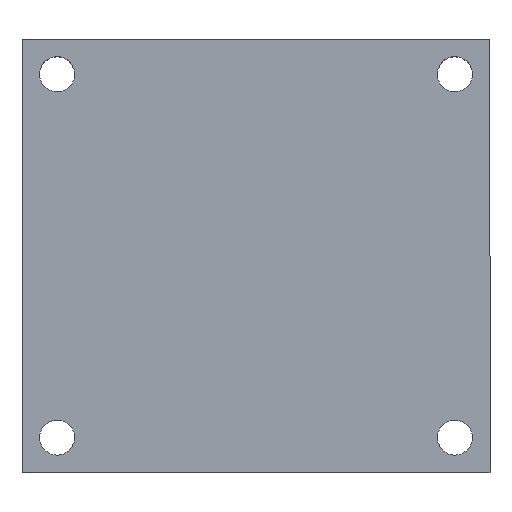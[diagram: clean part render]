
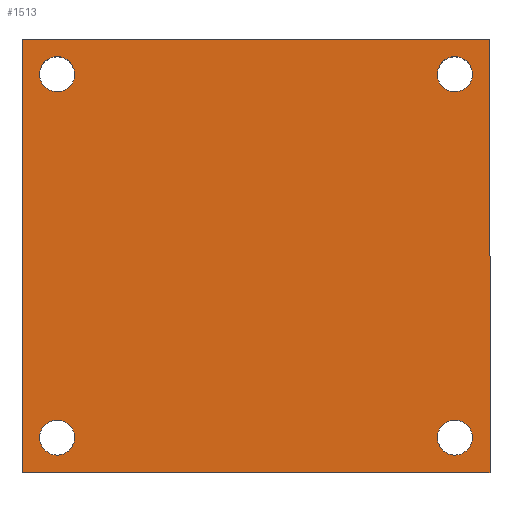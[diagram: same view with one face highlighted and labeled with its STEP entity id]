
A CAD part, top view. The second image highlights one B-rep face of the part: STEP entity #1513.
In plain terms, the highlighted planar face has unit normal (0, 0, 1).
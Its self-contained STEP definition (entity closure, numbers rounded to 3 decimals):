
#54 = ORIENTED_EDGE ( 'NONE', *, *, #1683, .T. ) ;
#57 = DIRECTION ( 'NONE',  ( 0., 0., -1. ) ) ;
#62 = EDGE_CURVE ( 'NONE', #1177, #390, #1746, .T. ) ;
#65 = CARTESIAN_POINT ( 'NONE',  ( -61.129, 45.885, 19. ) ) ;
#74 = VERTEX_POINT ( 'NONE', #2068 ) ;
#91 = DIRECTION ( 'NONE',  ( 0., 0., 1. ) ) ;
#92 = CARTESIAN_POINT ( 'NONE',  ( -66.129, 45.885, 19. ) ) ;
#99 = ORIENTED_EDGE ( 'NONE', *, *, #2023, .T. ) ;
#102 = EDGE_CURVE ( 'NONE', #1901, #1750, #1630, .T. ) ;
#108 = VERTEX_POINT ( 'NONE', #578 ) ;
#186 = VERTEX_POINT ( 'NONE', #65 ) ;
#228 = DIRECTION ( 'NONE',  ( 0., 0., -1. ) ) ;
#229 = DIRECTION ( 'NONE',  ( 1., 0., 0. ) ) ;
#249 = CARTESIAN_POINT ( 'NONE',  ( -122.76, -15.182, 19. ) ) ;
#256 = DIRECTION ( 'NONE',  ( 1., 0., 0. ) ) ;
#263 = DIRECTION ( 'NONE',  ( 1., 0., 0. ) ) ;
#306 = DIRECTION ( 'NONE',  ( 0., 0., -1. ) ) ;
#337 = VERTEX_POINT ( 'NONE', #1121 ) ;
#341 = ORIENTED_EDGE ( 'NONE', *, *, #102, .T. ) ;
#362 = EDGE_LOOP ( 'NONE', ( #947, #99 ) ) ;
#371 = FACE_BOUND ( 'NONE', #731, .T. ) ;
#390 = VERTEX_POINT ( 'NONE', #859 ) ;
#394 = EDGE_CURVE ( 'NONE', #1345, #756, #1696, .T. ) ;
#401 = CARTESIAN_POINT ( 'NONE',  ( -184.392, -57.562, 19. ) ) ;
#403 = LINE ( 'NONE', #1618, #1849 ) ;
#406 = DIRECTION ( 'NONE',  ( 1., 0., 0. ) ) ;
#408 = AXIS2_PLACEMENT_3D ( 'NONE', #92, #228, #406 ) ;
#444 = ORIENTED_EDGE ( 'NONE', *, *, #1141, .T. ) ;
#481 = DIRECTION ( 'NONE',  ( 1., 0., 0. ) ) ;
#499 = ORIENTED_EDGE ( 'NONE', *, *, #1358, .T. ) ;
#502 = CARTESIAN_POINT ( 'NONE',  ( -179.392, -57.562, 19. ) ) ;
#503 = LINE ( 'NONE', #2018, #1013 ) ;
#514 = EDGE_LOOP ( 'NONE', ( #444, #341, #54, #1443 ) ) ;
#515 = ORIENTED_EDGE ( 'NONE', *, *, #394, .T. ) ;
#537 = CIRCLE ( 'NONE', #408, 5. ) ;
#564 = DIRECTION ( 'NONE',  ( 1., 0., 0. ) ) ;
#572 = EDGE_CURVE ( 'NONE', #108, #1905, #827, .T. ) ;
#578 = CARTESIAN_POINT ( 'NONE',  ( -61.129, -57.562, 19. ) ) ;
#587 = FACE_OUTER_BOUND ( 'NONE', #514, .T. ) ;
#609 = CARTESIAN_POINT ( 'NONE',  ( -174.392, 45.885, 19. ) ) ;
#613 = DIRECTION ( 'NONE',  ( 0., -1., 0. ) ) ;
#654 = AXIS2_PLACEMENT_3D ( 'NONE', #1620, #1107, #256 ) ;
#693 = DIRECTION ( 'NONE',  ( -1., 0., 0. ) ) ;
#702 = ORIENTED_EDGE ( 'NONE', *, *, #1170, .T. ) ;
#731 = EDGE_LOOP ( 'NONE', ( #1102, #755 ) ) ;
#755 = ORIENTED_EDGE ( 'NONE', *, *, #813, .T. ) ;
#756 = VERTEX_POINT ( 'NONE', #1264 ) ;
#781 = DIRECTION ( 'NONE',  ( 1., 0., 0. ) ) ;
#784 = AXIS2_PLACEMENT_3D ( 'NONE', #1065, #1386, #1049 ) ;
#785 = ORIENTED_EDGE ( 'NONE', *, *, #1847, .T. ) ;
#813 = EDGE_CURVE ( 'NONE', #1905, #108, #1777, .T. ) ;
#827 = CIRCLE ( 'NONE', #784, 5. ) ;
#858 = DIRECTION ( 'NONE',  ( 1., 0., 0. ) ) ;
#859 = CARTESIAN_POINT ( 'NONE',  ( -184.392, 45.885, 19. ) ) ;
#901 = DIRECTION ( 'NONE',  ( 0., 0., -1. ) ) ;
#947 = ORIENTED_EDGE ( 'NONE', *, *, #62, .T. ) ;
#970 = AXIS2_PLACEMENT_3D ( 'NONE', #1803, #1633, #1969 ) ;
#984 = CARTESIAN_POINT ( 'NONE',  ( -71.129, 45.885, 19. ) ) ;
#1013 = VECTOR ( 'NONE', #858, 1000. ) ;
#1049 = DIRECTION ( 'NONE',  ( 1., 0., 0. ) ) ;
#1065 = CARTESIAN_POINT ( 'NONE',  ( -66.129, -57.562, 19. ) ) ;
#1079 = CARTESIAN_POINT ( 'NONE',  ( -179.392, 45.885, 19. ) ) ;
#1102 = ORIENTED_EDGE ( 'NONE', *, *, #572, .T. ) ;
#1107 = DIRECTION ( 'NONE',  ( 0., 0., -1. ) ) ;
#1121 = CARTESIAN_POINT ( 'NONE',  ( -189.392, 55.885, 19. ) ) ;
#1141 = EDGE_CURVE ( 'NONE', #74, #1901, #503, .T. ) ;
#1170 = EDGE_CURVE ( 'NONE', #756, #1345, #1976, .T. ) ;
#1177 = VERTEX_POINT ( 'NONE', #609 ) ;
#1232 = CARTESIAN_POINT ( 'NONE',  ( -56.129, -67.562, 19. ) ) ;
#1264 = CARTESIAN_POINT ( 'NONE',  ( -174.392, -57.562, 19. ) ) ;
#1341 = VERTEX_POINT ( 'NONE', #984 ) ;
#1345 = VERTEX_POINT ( 'NONE', #401 ) ;
#1358 = EDGE_CURVE ( 'NONE', #1341, #186, #1789, .T. ) ;
#1386 = DIRECTION ( 'NONE',  ( 0., 0., -1. ) ) ;
#1443 = ORIENTED_EDGE ( 'NONE', *, *, #1577, .T. ) ;
#1455 = DIRECTION ( 'NONE',  ( 0., 0., -1. ) ) ;
#1487 = FACE_BOUND ( 'NONE', #362, .T. ) ;
#1489 = VECTOR ( 'NONE', #693, 1000. ) ;
#1513 = ADVANCED_FACE ( 'NONE', ( #1702, #1487, #371, #587, #1585 ), #1597, .T. ) ;
#1540 = AXIS2_PLACEMENT_3D ( 'NONE', #1895, #901, #229 ) ;
#1545 = CARTESIAN_POINT ( 'NONE',  ( 0., 55.885, 19. ) ) ;
#1577 = EDGE_CURVE ( 'NONE', #337, #74, #403, .T. ) ;
#1585 = FACE_BOUND ( 'NONE', #1812, .T. ) ;
#1597 = PLANE ( 'NONE',  #1698 ) ;
#1618 = CARTESIAN_POINT ( 'NONE',  ( -189.392, 0., 19. ) ) ;
#1620 = CARTESIAN_POINT ( 'NONE',  ( -179.392, -57.562, 19. ) ) ;
#1621 = AXIS2_PLACEMENT_3D ( 'NONE', #1967, #1455, #781 ) ;
#1630 = LINE ( 'NONE', #1734, #1776 ) ;
#1633 = DIRECTION ( 'NONE',  ( 0., 0., -1. ) ) ;
#1683 = EDGE_CURVE ( 'NONE', #1750, #337, #2000, .T. ) ;
#1684 = AXIS2_PLACEMENT_3D ( 'NONE', #1079, #57, #564 ) ;
#1696 = CIRCLE ( 'NONE', #2049, 5. ) ;
#1698 = AXIS2_PLACEMENT_3D ( 'NONE', #249, #91, #263 ) ;
#1702 = FACE_BOUND ( 'NONE', #1994, .T. ) ;
#1726 = DIRECTION ( 'NONE',  ( 0., 1., 0. ) ) ;
#1734 = CARTESIAN_POINT ( 'NONE',  ( -56.129, 0., 19. ) ) ;
#1746 = CIRCLE ( 'NONE', #1684, 5. ) ;
#1750 = VERTEX_POINT ( 'NONE', #1758 ) ;
#1752 = CARTESIAN_POINT ( 'NONE',  ( -71.129, -57.562, 19. ) ) ;
#1758 = CARTESIAN_POINT ( 'NONE',  ( -56.129, 55.885, 19. ) ) ;
#1776 = VECTOR ( 'NONE', #1726, 1000. ) ;
#1777 = CIRCLE ( 'NONE', #970, 5. ) ;
#1789 = CIRCLE ( 'NONE', #1540, 5. ) ;
#1803 = CARTESIAN_POINT ( 'NONE',  ( -66.129, -57.562, 19. ) ) ;
#1812 = EDGE_LOOP ( 'NONE', ( #702, #515 ) ) ;
#1847 = EDGE_CURVE ( 'NONE', #186, #1341, #537, .T. ) ;
#1849 = VECTOR ( 'NONE', #613, 1000. ) ;
#1856 = CIRCLE ( 'NONE', #1621, 5. ) ;
#1895 = CARTESIAN_POINT ( 'NONE',  ( -66.129, 45.885, 19. ) ) ;
#1901 = VERTEX_POINT ( 'NONE', #1232 ) ;
#1905 = VERTEX_POINT ( 'NONE', #1752 ) ;
#1967 = CARTESIAN_POINT ( 'NONE',  ( -179.392, 45.885, 19. ) ) ;
#1969 = DIRECTION ( 'NONE',  ( 1., 0., 0. ) ) ;
#1976 = CIRCLE ( 'NONE', #654, 5. ) ;
#1994 = EDGE_LOOP ( 'NONE', ( #785, #499 ) ) ;
#2000 = LINE ( 'NONE', #1545, #1489 ) ;
#2018 = CARTESIAN_POINT ( 'NONE',  ( 0., -67.562, 19. ) ) ;
#2023 = EDGE_CURVE ( 'NONE', #390, #1177, #1856, .T. ) ;
#2049 = AXIS2_PLACEMENT_3D ( 'NONE', #502, #306, #481 ) ;
#2068 = CARTESIAN_POINT ( 'NONE',  ( -189.392, -67.562, 19. ) ) ;
